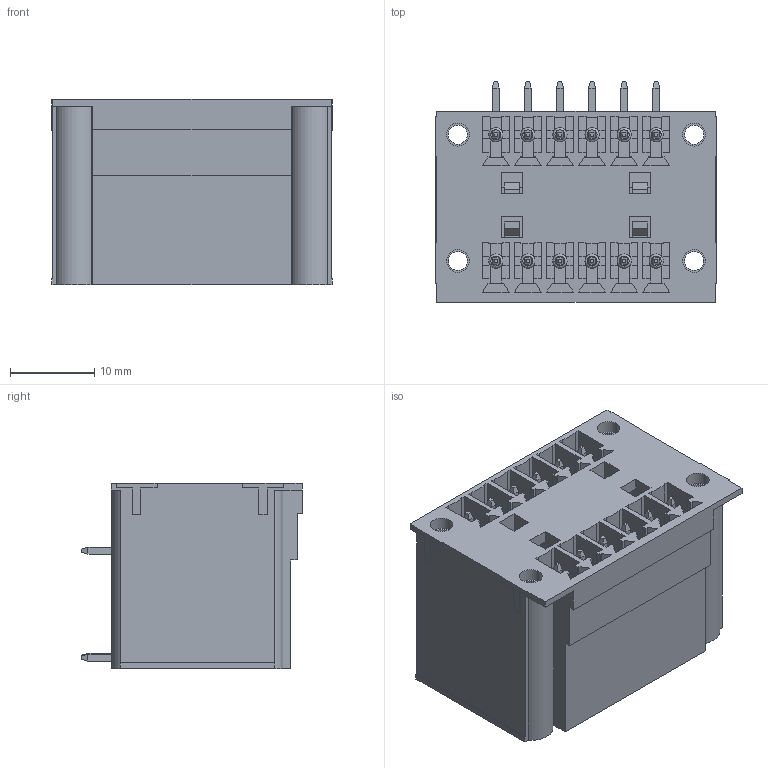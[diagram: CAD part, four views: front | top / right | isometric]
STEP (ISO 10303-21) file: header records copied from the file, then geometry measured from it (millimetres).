
FILE_DESCRIPTION(/* description */ ('Unknown'),/* implementation_level */ '2;1');
FILE_NAME(/* name */ '691328310012',/* time_stamp */ '2023-08-23T16:59:27+02:00',/* author */ ('Unknown'),/* organization */ ('Unknown'),/* preprocessor_version */ 'ST-DEVELOPER v18.102',/* originating_system */ 'Solid Edge',/* authorisation */ 'Unknown');
FILE_SCHEMA (('AP242_MANAGED_MODEL_BASED_3D_ENGINEERING_MIM_LF { 1 0 10303 442 1 1 4 }','AUTOMOTIVE_DESIGN {1 0 10303 214 3 1 1}'));
Length unit declared in the file: millimetre
Products named in the file (6): 6913283100xx; 691328310012; 691328310012_CAPOT; 6913283100xx_PIN; 6913283100xx_PIN_LONGUE; 6913283100xx_INSERT
Assembly tree (18 placements, depth 2):
  6913283100xx
    691328310012
    691328310012_CAPOT
    6913283100xx_PIN  x6
    6913283100xx_PIN_LONGUE  x6
    6913283100xx_INSERT  x4
Bounding box: 33.25 x 26.2 x 22 mm (x, y, z)
Volume: 6245.4 mm3; surface area: 16056.3 mm2
Topology: 18 solids, 18 shells, 1166 faces, 3114 edges, 1990 vertices
Faces by surface type: plane 1098, cylinder 48, torus 20
Full cylindrical faces by diameter (mm): 1.68 x12, 2.25 x4, 2.7 x4
Entity records: 30282 total; most frequent: CARTESIAN_POINT 5414, ORIENTED_EDGE 5252, DIRECTION 4722, EDGE_CURVE 2626, LINE 2470, VECTOR 2470, VERTEX_POINT 1710, AXIS2_PLACEMENT_3D 1126
